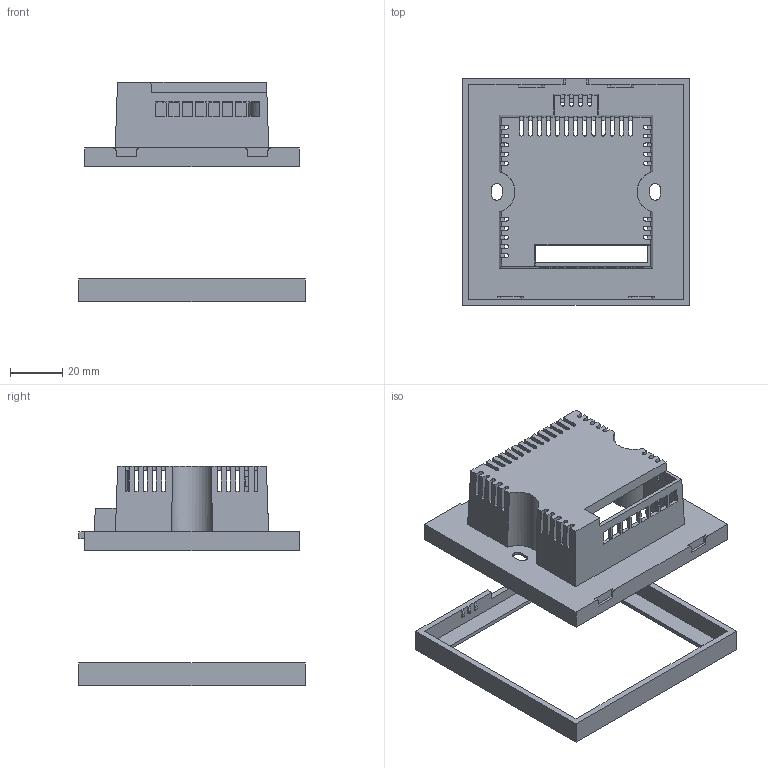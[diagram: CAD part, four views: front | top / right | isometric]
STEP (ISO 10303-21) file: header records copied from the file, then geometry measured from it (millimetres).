
FILE_DESCRIPTION(/* description */ ('CAx-IF Rec.Pracs.---Representation and Presentation of Product Manufacturing Information (PMI)---4.0---2014-10-13','CAx-IF Rec.Pracs.---3D Tessellated Geometry---0.4---2014-09-14','2;1'),/* implementation_level */ '2;1');
FILE_NAME(/* name */ '28-03-2019 wifi cover 2',/* time_stamp */ '2019-05-16T16:17:49+06:00',/* author */ (''),/* organization */ (''),/* preprocessor_version */ 'ST-DEVELOPER v16.7',/* originating_system */ $,/* authorisation */ $);
FILE_SCHEMA (('AP242_MANAGED_MODEL_BASED_3D_ENGINEERING_MIM_LF { 1 0 10303 442 20130219 1 4 }'));
Length unit declared in the file: millimetre
Products named in the file (1): 28-03-2019 wifi cover 2
Bounding box: 86.4 x 86.4 x 83.6 mm (x, y, z)
Volume: 29532 mm3; surface area: 40484.8 mm2
Topology: 2 solids, 2 shells, 404 faces, 1357 edges, 903 vertices
Faces by surface type: plane 323, cylinder 81
Full cylindrical faces by diameter (mm): 3 x1
Entity records: 14913 total; most frequent: ORIENTED_EDGE 2710, CARTESIAN_POINT 2686, DIRECTION 2356, EDGE_CURVE 1355, LINE 1180, VECTOR 1180, VERTEX_POINT 902, AXIS2_PLACEMENT_3D 596
